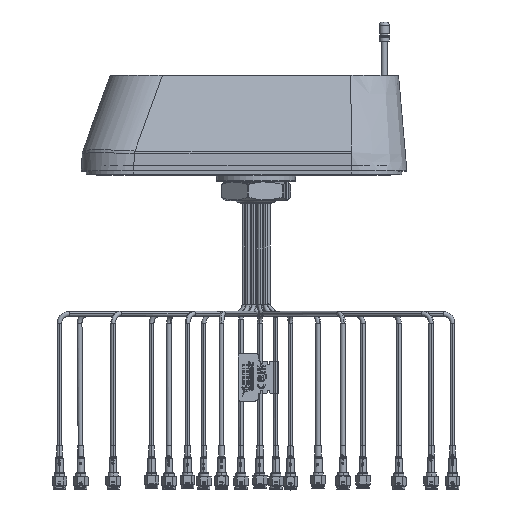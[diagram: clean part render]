
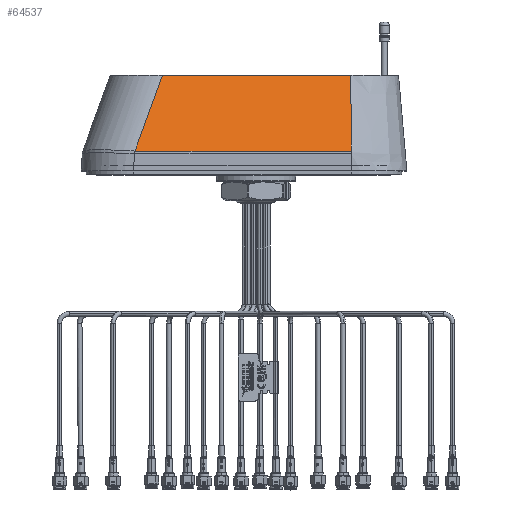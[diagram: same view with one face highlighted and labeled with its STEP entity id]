
A CAD part, top view. The second image highlights one B-rep face of the part: STEP entity #64537.
In plain terms, the highlighted planar face has unit normal (0, 0.342, 0.94).
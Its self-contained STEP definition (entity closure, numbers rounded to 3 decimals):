
#3339 = VECTOR ( 'NONE', #143139, 1000. ) ;
#16561 = CARTESIAN_POINT ( 'NONE',  ( -39.555, 0.337, 145.684 ) ) ;
#20946 = CARTESIAN_POINT ( 'NONE',  ( -69., 9.8, 142.24 ) ) ;
#23520 = EDGE_CURVE ( 'NONE', #91551, #53678, #129692, .T. ) ;
#27623 = CARTESIAN_POINT ( 'NONE',  ( 100.817, 43.928, 129.818 ) ) ;
#32629 = ORIENTED_EDGE ( 'NONE', *, *, #110517, .T. ) ;
#35102 = DIRECTION ( 'NONE',  ( 0., -0.94, 0.342 ) ) ;
#40237 = VECTOR ( 'NONE', #120483, 1000. ) ;
#40617 = ORIENTED_EDGE ( 'NONE', *, *, #50686, .T. ) ;
#46430 = EDGE_LOOP ( 'NONE', ( #32629, #64961, #40617, #60368 ) ) ;
#50686 = EDGE_CURVE ( 'NONE', #91551, #84956, #90020, .T. ) ;
#51349 = CARTESIAN_POINT ( 'NONE',  ( 100.751, 59.8, 124.041 ) ) ;
#53678 = VERTEX_POINT ( 'NONE', #81934 ) ;
#60177 = VERTEX_POINT ( 'NONE', #90735 ) ;
#60368 = ORIENTED_EDGE ( 'NONE', *, *, #92776, .T. ) ;
#60466 = PLANE ( 'NONE',  #81122 ) ;
#63987 = CARTESIAN_POINT ( 'NONE',  ( 100.883, 28.056, 135.595 ) ) ;
#64537 = ADVANCED_FACE ( 'NONE', ( #108587 ), #60466, .T. ) ;
#64961 = ORIENTED_EDGE ( 'NONE', *, *, #23520, .F. ) ;
#72980 = B_SPLINE_CURVE_WITH_KNOTS ( 'NONE', 3,
 ( #74308, #63987, #27623, #51349 ),
 .UNSPECIFIED., .F., .F.,
 ( 4, 4 ),
 ( 0., 1. ),
 .UNSPECIFIED. ) ;
#74308 = CARTESIAN_POINT ( 'NONE',  ( 100.949, 12.184, 141.372 ) ) ;
#81122 = AXIS2_PLACEMENT_3D ( 'NONE', #20946, #153745, #35102 ) ;
#81934 = CARTESIAN_POINT ( 'NONE',  ( 100.751, 59.8, 124.041 ) ) ;
#83670 = CARTESIAN_POINT ( 'NONE',  ( -17.912, 59.8, 124.041 ) ) ;
#84956 = VERTEX_POINT ( 'NONE', #87057 ) ;
#87057 = CARTESIAN_POINT ( 'NONE',  ( -35.243, 12.184, 141.372 ) ) ;
#90020 = LINE ( 'NONE', #16561, #155825 ) ;
#90735 = CARTESIAN_POINT ( 'NONE',  ( 100.949, 12.184, 141.372 ) ) ;
#91551 = VERTEX_POINT ( 'NONE', #83670 ) ;
#92776 = EDGE_CURVE ( 'NONE', #84956, #60177, #130796, .T. ) ;
#94834 = CARTESIAN_POINT ( 'NONE',  ( -69., 59.8, 124.041 ) ) ;
#96691 = CARTESIAN_POINT ( 'NONE',  ( -69., 12.184, 141.372 ) ) ;
#100288 = DIRECTION ( 'NONE',  ( -0.324, -0.889, 0.324 ) ) ;
#108587 = FACE_OUTER_BOUND ( 'NONE', #46430, .T. ) ;
#110517 = EDGE_CURVE ( 'NONE', #60177, #53678, #72980, .T. ) ;
#120483 = DIRECTION ( 'NONE',  ( 1., 0., 0. ) ) ;
#129692 = LINE ( 'NONE', #94834, #3339 ) ;
#130796 = LINE ( 'NONE', #96691, #40237 ) ;
#143139 = DIRECTION ( 'NONE',  ( 1., 0., 0. ) ) ;
#153745 = DIRECTION ( 'NONE',  ( 0., 0.342, 0.94 ) ) ;
#155825 = VECTOR ( 'NONE', #100288, 1000. ) ;
